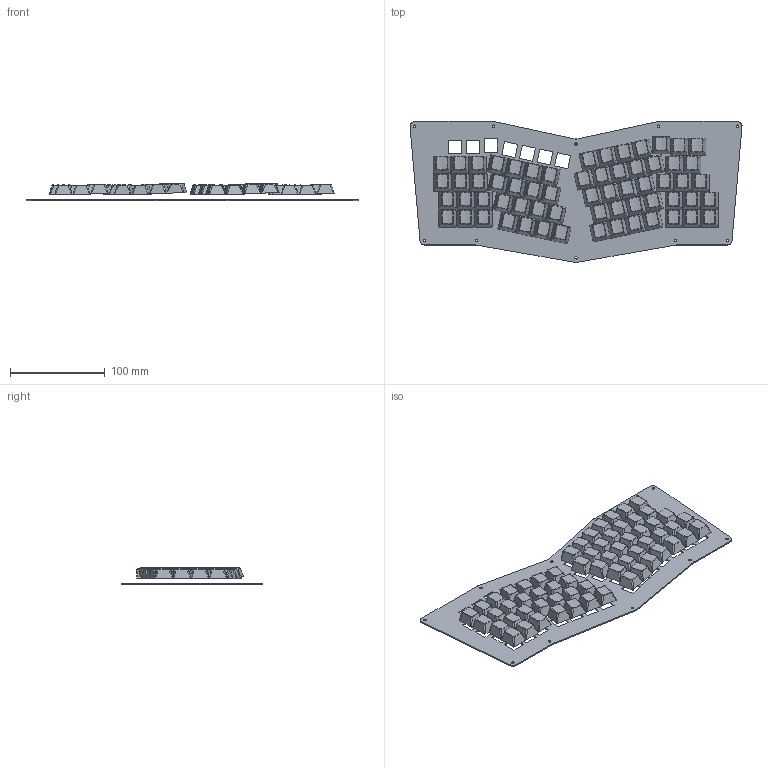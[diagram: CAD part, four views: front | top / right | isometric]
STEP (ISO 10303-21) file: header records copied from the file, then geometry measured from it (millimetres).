
FILE_DESCRIPTION(/* description */ (''),/* implementation_level */ '2;1');
FILE_NAME(/* name */ 'WrenCase_Top.step',/* time_stamp */ '2025-11-24T02:42:17-05:00',/* author */ (''),/* organization */ (''),/* preprocessor_version */ 'ST-DEVELOPER v20.1',/* originating_system */ 'Autodesk Translation Framework v14.21.0.0',/* authorisation */ '');
FILE_SCHEMA (('AUTOMOTIVE_DESIGN { 1 0 10303 214 3 1 1 }'));
Length unit declared in the file: centimetre
Products named in the file (3): Configuration 1; CherryMX r1 100 v1(Mirror); CherryMX r1 100
Assembly tree (70 placements, depth 2):
  Configuration 1
    CherryMX r1 100  x63
    CherryMX r1 100 v1(Mirror)  x7
Bounding box: 351.04 x 149.09 x 18.93 mm (x, y, z)
Volume: 112940.3 mm3; surface area: 175102.5 mm2
Topology: 64 solids, 64 shells, 3462 faces, 8238 edges, 5093 vertices
Faces by surface type: plane 2434, bspline 567, cylinder 398, torus 63
Full cylindrical faces by diameter (mm): 2.6 x10, 6 x63
Entity records: 13264 total; most frequent: CARTESIAN_POINT 2790, ORIENTED_EDGE 2092, DIRECTION 1939, EDGE_CURVE 1046, LINE 963, VECTOR 963, VERTEX_POINT 691, EDGE_LOOP 525
